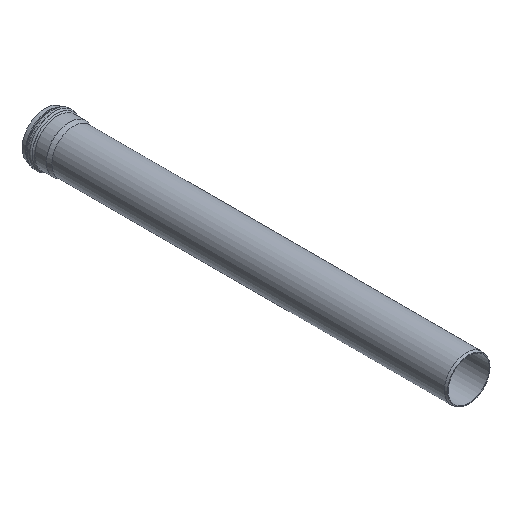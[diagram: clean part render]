
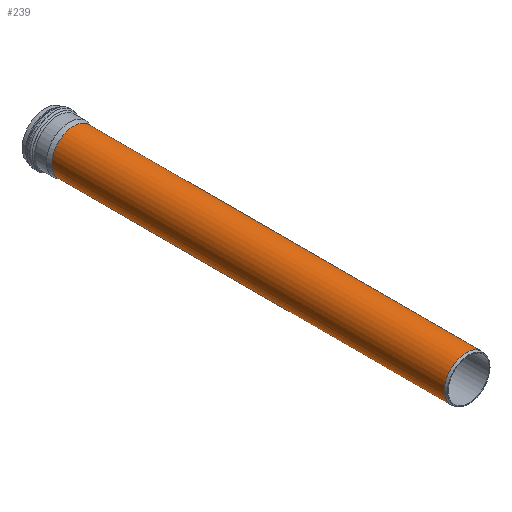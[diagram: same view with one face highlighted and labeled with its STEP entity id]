
A CAD part, isometric view. The second image highlights one B-rep face of the part: STEP entity #239.
In plain terms, the highlighted cylindrical face has radius 55.075 mm (diameter 110.15 mm), a full revolution.
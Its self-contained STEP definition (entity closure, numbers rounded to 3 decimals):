
#26=CYLINDRICAL_SURFACE('',#278,55.075);
#42=FACE_BOUND('',#99,.T.);
#63=FACE_OUTER_BOUND('',#98,.T.);
#98=EDGE_LOOP('',(#203));
#99=EDGE_LOOP('',(#204));
#128=CIRCLE('',#279,55.075);
#129=CIRCLE('',#280,55.075);
#149=VERTEX_POINT('',#424);
#150=VERTEX_POINT('',#426);
#170=EDGE_CURVE('',#149,#149,#128,.T.);
#171=EDGE_CURVE('',#150,#150,#129,.T.);
#203=ORIENTED_EDGE('',*,*,#170,.T.);
#204=ORIENTED_EDGE('',*,*,#171,.F.);
#239=ADVANCED_FACE('',(#63,#42),#26,.T.);
#278=AXIS2_PLACEMENT_3D('',#423,#352,#353);
#279=AXIS2_PLACEMENT_3D('',#425,#354,#355);
#280=AXIS2_PLACEMENT_3D('',#427,#356,#357);
#352=DIRECTION('center_axis',(0.,-1.,0.));
#353=DIRECTION('ref_axis',(1.,0.,0.));
#354=DIRECTION('center_axis',(0.,-1.,0.));
#355=DIRECTION('ref_axis',(1.,0.,0.));
#356=DIRECTION('center_axis',(0.,-1.,0.));
#357=DIRECTION('ref_axis',(1.,0.,0.));
#423=CARTESIAN_POINT('Origin',(0.,-493.002,0.));
#424=CARTESIAN_POINT('',(55.075,0.,0.));
#425=CARTESIAN_POINT('Origin',(0.,0.,0.));
#426=CARTESIAN_POINT('',(55.075,-986.005,0.));
#427=CARTESIAN_POINT('Origin',(0.,-986.005,0.));
